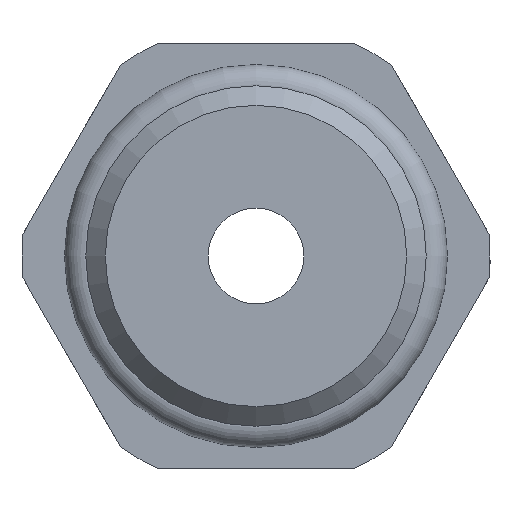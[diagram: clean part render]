
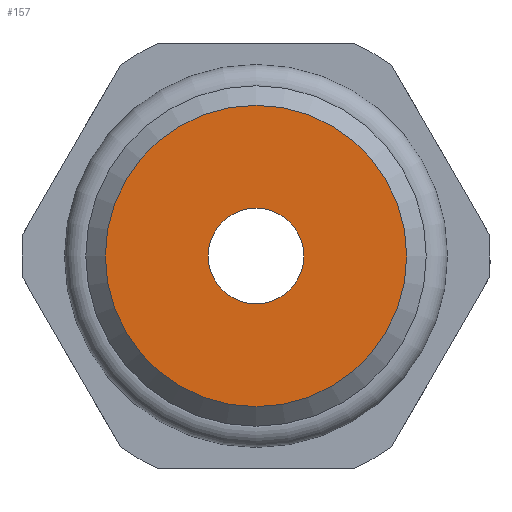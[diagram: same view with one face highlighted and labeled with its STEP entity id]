
A CAD part, left-side view. The second image highlights one B-rep face of the part: STEP entity #157.
In plain terms, the highlighted planar face has unit normal (-1, 0, 0).
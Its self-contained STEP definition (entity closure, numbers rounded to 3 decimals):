
#157 = ADVANCED_FACE( '', ( #376, #377 ), #378, .T. );
#376 = FACE_BOUND( '', #666, .T. );
#377 = FACE_OUTER_BOUND( '', #667, .T. );
#378 = PLANE( '', #668 );
#666 = EDGE_LOOP( '', ( #1072 ) );
#667 = EDGE_LOOP( '', ( #1073 ) );
#668 = AXIS2_PLACEMENT_3D( '', #1074, #1075, #1076 );
#1072 = ORIENTED_EDGE( '', *, *, #1705, .T. );
#1073 = ORIENTED_EDGE( '', *, *, #1633, .F. );
#1074 = CARTESIAN_POINT( '', ( 0., 7.08, 0. ) );
#1075 = DIRECTION( '', ( -1., 0., 0. ) );
#1076 = DIRECTION( '', ( 0., 0., 1. ) );
#1633 = EDGE_CURVE( '', #1943, #1943, #1944, .T. );
#1705 = EDGE_CURVE( '', #2057, #2057, #2058, .T. );
#1943 = VERTEX_POINT( '', #2380 );
#1944 = CIRCLE( '', #2381, 7.08 );
#2057 = VERTEX_POINT( '', #2542 );
#2058 = CIRCLE( '', #2543, 2.25 );
#2380 = CARTESIAN_POINT( '', ( 0., 0., -7.08 ) );
#2381 = AXIS2_PLACEMENT_3D( '', #2912, #2913, #2914 );
#2542 = CARTESIAN_POINT( '', ( 0., 0., -2.25 ) );
#2543 = AXIS2_PLACEMENT_3D( '', #3008, #3009, #3010 );
#2912 = CARTESIAN_POINT( '', ( 0., 0., 0. ) );
#2913 = DIRECTION( '', ( 1., 0., 0. ) );
#2914 = DIRECTION( '', ( 0., 0., -1. ) );
#3008 = CARTESIAN_POINT( '', ( 0., 0., 0. ) );
#3009 = DIRECTION( '', ( 1., 0., 0. ) );
#3010 = DIRECTION( '', ( 0., 0., -1. ) );
